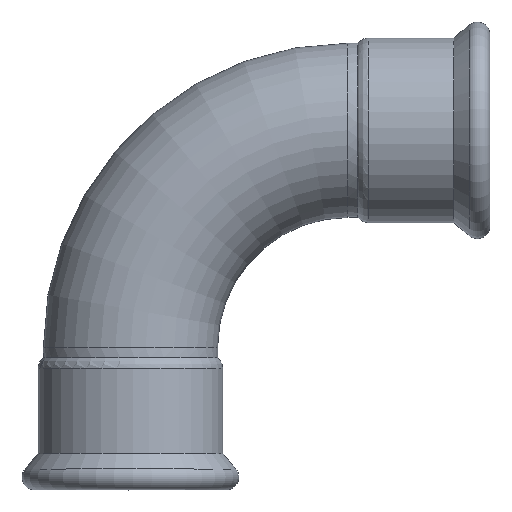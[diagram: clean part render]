
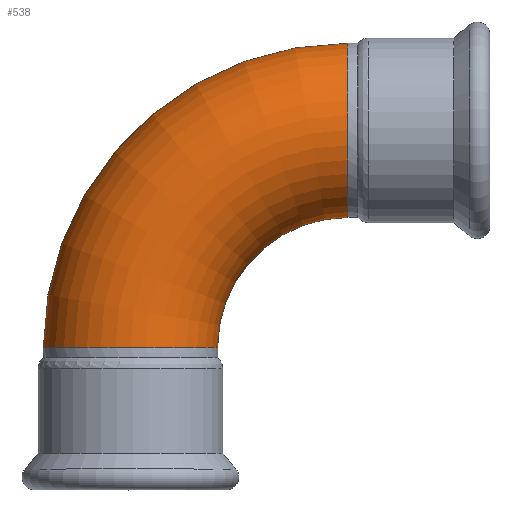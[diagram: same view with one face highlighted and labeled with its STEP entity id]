
A CAD part, top view. The second image highlights one B-rep face of the part: STEP entity #538.
In plain terms, the highlighted toroidal (fillet/blend) face has major radius 95 mm and minor radius 38.05 mm.
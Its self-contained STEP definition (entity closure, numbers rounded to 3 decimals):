
#76=FACE_OUTER_BOUND('',#112,.T.);
#112=EDGE_LOOP('',(#333,#334,#335,#336));
#152=CIRCLE('',#598,38.05);
#153=CIRCLE('',#599,56.95);
#154=CIRCLE('',#600,38.05);
#211=VERTEX_POINT('',#904);
#212=VERTEX_POINT('',#906);
#256=EDGE_CURVE('',#211,#211,#152,.T.);
#257=EDGE_CURVE('',#211,#212,#153,.T.);
#258=EDGE_CURVE('',#212,#212,#154,.T.);
#333=ORIENTED_EDGE('',*,*,#256,.T.);
#334=ORIENTED_EDGE('',*,*,#257,.T.);
#335=ORIENTED_EDGE('',*,*,#258,.F.);
#336=ORIENTED_EDGE('',*,*,#257,.F.);
#487=TOROIDAL_SURFACE('',#597,95.,38.05);
#538=ADVANCED_FACE('',(#76),#487,.T.);
#597=AXIS2_PLACEMENT_3D('',#903,#694,#695);
#598=AXIS2_PLACEMENT_3D('',#905,#696,#697);
#599=AXIS2_PLACEMENT_3D('',#907,#698,#699);
#600=AXIS2_PLACEMENT_3D('',#908,#700,#701);
#694=DIRECTION('center_axis',(0.,0.,1.));
#695=DIRECTION('ref_axis',(0.,1.,0.));
#696=DIRECTION('center_axis',(0.,1.,0.));
#697=DIRECTION('ref_axis',(0.,0.,-1.));
#698=DIRECTION('center_axis',(0.,0.,-1.));
#699=DIRECTION('ref_axis',(0.,1.,0.));
#700=DIRECTION('center_axis',(1.,0.,0.));
#701=DIRECTION('ref_axis',(0.,-1.,0.));
#903=CARTESIAN_POINT('Origin',(95.,-95.,0.));
#904=CARTESIAN_POINT('',(38.05,-95.,0.));
#905=CARTESIAN_POINT('Origin',(0.,-95.,0.));
#906=CARTESIAN_POINT('',(95.,-38.05,0.));
#907=CARTESIAN_POINT('Origin',(95.,-95.,0.));
#908=CARTESIAN_POINT('Origin',(95.,0.,0.));
